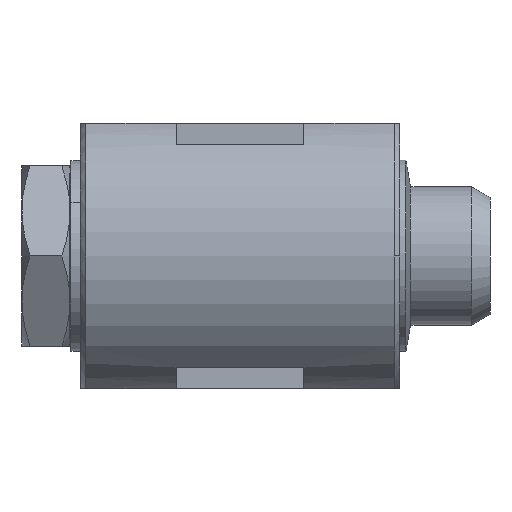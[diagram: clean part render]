
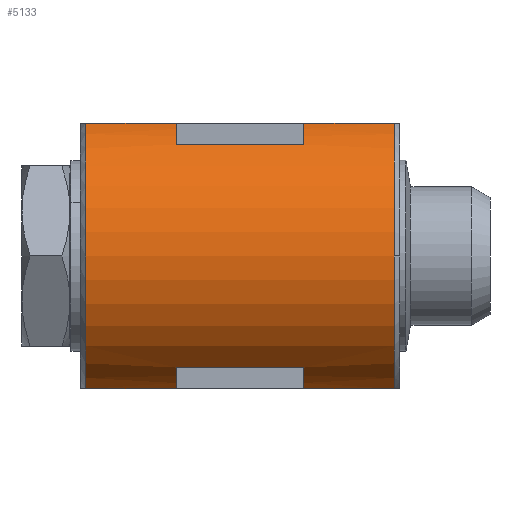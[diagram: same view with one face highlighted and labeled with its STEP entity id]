
A CAD part, left-side view. The second image highlights one B-rep face of the part: STEP entity #5133.
In plain terms, the highlighted cylindrical face has radius 13.5 mm (diameter 27 mm), a partial arc.
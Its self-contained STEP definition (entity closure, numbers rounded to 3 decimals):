
#100 = CARTESIAN_POINT ( 'NONE',  ( 0., 1.5, 0. ) ) ;
#101 = DIRECTION ( 'NONE',  ( 0., 1., 0. ) ) ;
#102 = DIRECTION ( 'NONE',  ( -1., 0., 0. ) ) ;
#913 = CARTESIAN_POINT ( 'NONE',  ( -5.1, 30.5, -12.5 ) ) ;
#915 = CARTESIAN_POINT ( 'NONE',  ( -8.5, 10., -10.488 ) ) ;
#920 = CARTESIAN_POINT ( 'NONE',  ( -8.5, 22., -10.488 ) ) ;
#922 = CARTESIAN_POINT ( 'NONE',  ( -5.1, 22., -12.5 ) ) ;
#935 = CARTESIAN_POINT ( 'NONE',  ( -5.1, 30.5, 12.5 ) ) ;
#940 = CARTESIAN_POINT ( 'NONE',  ( -5.1, 10., 12.5 ) ) ;
#944 = CARTESIAN_POINT ( 'NONE',  ( -5.1, 1.5, 12.5 ) ) ;
#977 = CARTESIAN_POINT ( 'NONE',  ( -5.1, 22., 12.5 ) ) ;
#988 = CARTESIAN_POINT ( 'NONE',  ( -5.1, 10., -12.5 ) ) ;
#992 = CARTESIAN_POINT ( 'NONE',  ( -8.5, 22., 10.488 ) ) ;
#1024 = CARTESIAN_POINT ( 'NONE',  ( -8.5, 10., 10.488 ) ) ;
#1122 = CARTESIAN_POINT ( 'NONE',  ( -13.5, 1.5, 0. ) ) ;
#1123 = CARTESIAN_POINT ( 'NONE',  ( -5.1, 1.5, -12.5 ) ) ;
#1803 = LINE ( 'NONE', #2116, #1806 ) ;
#1804 = CIRCLE ( 'NONE', #4034, 13.5 ) ;
#1805 = LINE ( 'NONE', #2131, #1809 ) ;
#1806 = VECTOR ( 'NONE', #2124, 1000. ) ;
#1807 = CIRCLE ( 'NONE', #4035, 13.5 ) ;
#1808 = LINE ( 'NONE', #2158, #1812 ) ;
#1809 = VECTOR ( 'NONE', #2112, 1000. ) ;
#1810 = CIRCLE ( 'NONE', #4036, 13.5 ) ;
#1811 = LINE ( 'NONE', #2149, #1815 ) ;
#1812 = VECTOR ( 'NONE', #2157, 1000. ) ;
#1813 = CIRCLE ( 'NONE', #4037, 13.5 ) ;
#1814 = CIRCLE ( 'NONE', #4038, 13.5 ) ;
#1815 = VECTOR ( 'NONE', #2152, 1000. ) ;
#1816 = LINE ( 'NONE', #2145, #1818 ) ;
#1817 = LINE ( 'NONE', #2138, #1821 ) ;
#1818 = VECTOR ( 'NONE', #2151, 1000. ) ;
#1819 = CIRCLE ( 'NONE', #4039, 13.5 ) ;
#1821 = VECTOR ( 'NONE', #2140, 1000. ) ;
#2007 = CIRCLE ( 'NONE', #4090, 13.5 ) ;
#2101 = DIRECTION ( 'NONE',  ( 0., 1., 0. ) ) ;
#2102 = DIRECTION ( 'NONE',  ( -1., 0., 0. ) ) ;
#2106 = CARTESIAN_POINT ( 'NONE',  ( 0., 1.5, 0. ) ) ;
#2112 = DIRECTION ( 'NONE',  ( 0., -1., 0. ) ) ;
#2116 = CARTESIAN_POINT ( 'NONE',  ( -5.1, 0., -12.5 ) ) ;
#2124 = DIRECTION ( 'NONE',  ( 0., 1., 0. ) ) ;
#2126 = DIRECTION ( 'NONE',  ( 0., 0., -1. ) ) ;
#2127 = DIRECTION ( 'NONE',  ( 0., 1., 0. ) ) ;
#2128 = CARTESIAN_POINT ( 'NONE',  ( 0., 10., 0. ) ) ;
#2131 = CARTESIAN_POINT ( 'NONE',  ( -5.1, 0., 12.5 ) ) ;
#2134 = DIRECTION ( 'NONE',  ( 0., 0., 1. ) ) ;
#2135 = DIRECTION ( 'NONE',  ( 0., -1., 0. ) ) ;
#2136 = CARTESIAN_POINT ( 'NONE',  ( 0., 22., 0. ) ) ;
#2138 = CARTESIAN_POINT ( 'NONE',  ( -8.5, 0., -10.488 ) ) ;
#2140 = DIRECTION ( 'NONE',  ( 0., 1., 0. ) ) ;
#2141 = DIRECTION ( 'NONE',  ( 1., 0., 0. ) ) ;
#2142 = DIRECTION ( 'NONE',  ( 0., -1., 0. ) ) ;
#2143 = CARTESIAN_POINT ( 'NONE',  ( 0., 30.5, 0. ) ) ;
#2145 = CARTESIAN_POINT ( 'NONE',  ( -5.1, 0., -12.5 ) ) ;
#2146 = DIRECTION ( 'NONE',  ( 0., 0., 1. ) ) ;
#2147 = DIRECTION ( 'NONE',  ( 0., -1., 0. ) ) ;
#2148 = CARTESIAN_POINT ( 'NONE',  ( 0., 22., 0. ) ) ;
#2149 = CARTESIAN_POINT ( 'NONE',  ( -5.1, 0., 12.5 ) ) ;
#2151 = DIRECTION ( 'NONE',  ( 0., 1., 0. ) ) ;
#2152 = DIRECTION ( 'NONE',  ( 0., -1., 0. ) ) ;
#2153 = DIRECTION ( 'NONE',  ( 0., 0., -1. ) ) ;
#2155 = DIRECTION ( 'NONE',  ( 0., 1., 0. ) ) ;
#2156 = CARTESIAN_POINT ( 'NONE',  ( 0., 10., 0. ) ) ;
#2157 = DIRECTION ( 'NONE',  ( 0., -1., 0. ) ) ;
#2158 = CARTESIAN_POINT ( 'NONE',  ( -8.5, 0., 10.488 ) ) ;
#2220 = FACE_OUTER_BOUND ( 'NONE', #4330, .T. ) ;
#2228 = CYLINDRICAL_SURFACE ( 'NONE', #3598, 13.5 ) ;
#2811 = DIRECTION ( 'NONE',  ( 0., -1., 0. ) ) ;
#2822 = CARTESIAN_POINT ( 'NONE',  ( 0., 0., 0. ) ) ;
#2830 = DIRECTION ( 'NONE',  ( 0., 0., -1. ) ) ;
#2971 = VERTEX_POINT ( 'NONE', #1123 ) ;
#2972 = VERTEX_POINT ( 'NONE', #1122 ) ;
#3015 = VERTEX_POINT ( 'NONE', #1024 ) ;
#3020 = VERTEX_POINT ( 'NONE', #992 ) ;
#3022 = VERTEX_POINT ( 'NONE', #988 ) ;
#3026 = VERTEX_POINT ( 'NONE', #977 ) ;
#3028 = VERTEX_POINT ( 'NONE', #944 ) ;
#3029 = VERTEX_POINT ( 'NONE', #940 ) ;
#3030 = VERTEX_POINT ( 'NONE', #935 ) ;
#3032 = VERTEX_POINT ( 'NONE', #922 ) ;
#3033 = VERTEX_POINT ( 'NONE', #920 ) ;
#3034 = VERTEX_POINT ( 'NONE', #915 ) ;
#3035 = VERTEX_POINT ( 'NONE', #913 ) ;
#3186 = ORIENTED_EDGE ( 'NONE', *, *, #3883, .F. ) ;
#3187 = ORIENTED_EDGE ( 'NONE', *, *, #4928, .T. ) ;
#3188 = ORIENTED_EDGE ( 'NONE', *, *, #3884, .T. ) ;
#3189 = ORIENTED_EDGE ( 'NONE', *, *, #3885, .F. ) ;
#3190 = ORIENTED_EDGE ( 'NONE', *, *, #3886, .F. ) ;
#3191 = ORIENTED_EDGE ( 'NONE', *, *, #3887, .F. ) ;
#3192 = ORIENTED_EDGE ( 'NONE', *, *, #3888, .F. ) ;
#3193 = ORIENTED_EDGE ( 'NONE', *, *, #3889, .F. ) ;
#3194 = ORIENTED_EDGE ( 'NONE', *, *, #3890, .T. ) ;
#3195 = ORIENTED_EDGE ( 'NONE', *, *, #3891, .F. ) ;
#3196 = ORIENTED_EDGE ( 'NONE', *, *, #3892, .F. ) ;
#3197 = ORIENTED_EDGE ( 'NONE', *, *, #3893, .F. ) ;
#3198 = ORIENTED_EDGE ( 'NONE', *, *, #3894, .F. ) ;
#3598 = AXIS2_PLACEMENT_3D ( 'NONE', #2822, #2811, #2830 ) ;
#3883 = EDGE_CURVE ( 'NONE', #2971, #3022, #1803, .T. ) ;
#3884 = EDGE_CURVE ( 'NONE', #2972, #3028, #1804, .T. ) ;
#3885 = EDGE_CURVE ( 'NONE', #3029, #3028, #1805, .T. ) ;
#3886 = EDGE_CURVE ( 'NONE', #3015, #3029, #1807, .T. ) ;
#3887 = EDGE_CURVE ( 'NONE', #3020, #3015, #1808, .T. ) ;
#3888 = EDGE_CURVE ( 'NONE', #3026, #3020, #1810, .T. ) ;
#3889 = EDGE_CURVE ( 'NONE', #3030, #3026, #1811, .T. ) ;
#3890 = EDGE_CURVE ( 'NONE', #3030, #3035, #1813, .T. ) ;
#3891 = EDGE_CURVE ( 'NONE', #3032, #3035, #1816, .T. ) ;
#3892 = EDGE_CURVE ( 'NONE', #3033, #3032, #1814, .T. ) ;
#3893 = EDGE_CURVE ( 'NONE', #3034, #3033, #1817, .T. ) ;
#3894 = EDGE_CURVE ( 'NONE', #3022, #3034, #1819, .T. ) ;
#4034 = AXIS2_PLACEMENT_3D ( 'NONE', #2106, #2101, #2102 ) ;
#4035 = AXIS2_PLACEMENT_3D ( 'NONE', #2156, #2155, #2153 ) ;
#4036 = AXIS2_PLACEMENT_3D ( 'NONE', #2148, #2147, #2146 ) ;
#4037 = AXIS2_PLACEMENT_3D ( 'NONE', #2143, #2142, #2141 ) ;
#4038 = AXIS2_PLACEMENT_3D ( 'NONE', #2136, #2135, #2134 ) ;
#4039 = AXIS2_PLACEMENT_3D ( 'NONE', #2128, #2127, #2126 ) ;
#4090 = AXIS2_PLACEMENT_3D ( 'NONE', #100, #101, #102 ) ;
#4330 = EDGE_LOOP ( 'NONE', ( #3186, #3187, #3188, #3189, #3190, #3191, #3192, #3193, #3194, #3195, #3196, #3197, #3198 ) ) ;
#4928 = EDGE_CURVE ( 'NONE', #2971, #2972, #2007, .T. ) ;
#5133 = ADVANCED_FACE ( 'NONE', ( #2220 ), #2228, .T. ) ;
